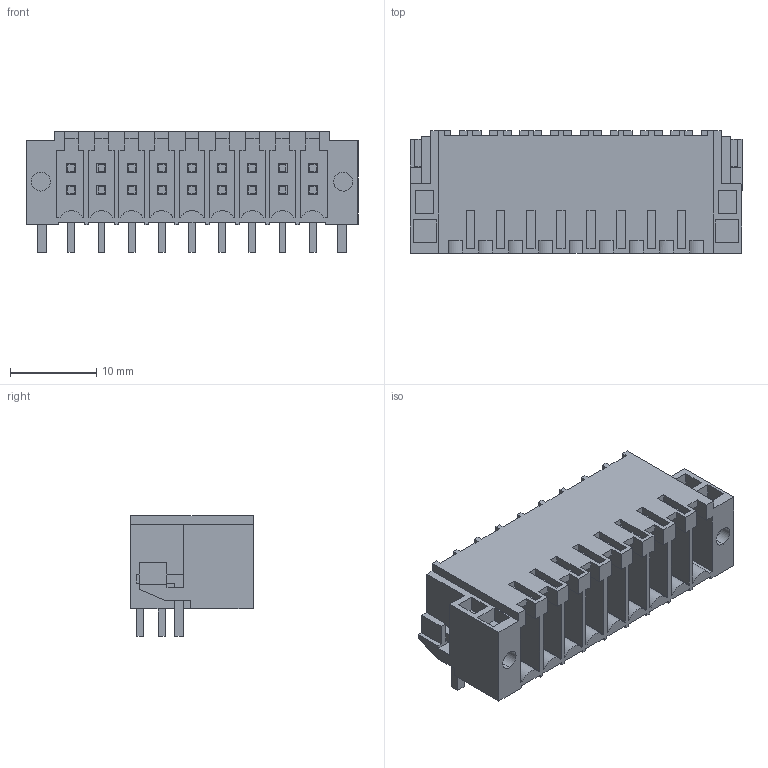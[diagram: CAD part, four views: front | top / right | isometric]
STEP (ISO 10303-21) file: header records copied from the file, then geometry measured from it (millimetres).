
FILE_DESCRIPTION(('CATIA V5 STEP Exchange','CAx-IF Rec.Pracs.--- Model Styling and Organization---1.4--- 2014-01-23'),'2;1');
FILE_NAME ('D1450645_1', '2021-06-30T09:10:59+00:00', ('none'), ('Weidmueller'), 'CATIA Version 5-6 Release 2016 SP3 HF44', 'CATIA V5 STEP AP214', 'none');
FILE_SCHEMA(('AUTOMOTIVE_DESIGN { 1 0 10303 214 1 1 1 1 }'));
Length unit declared in the file: millimetre
Products named in the file (1): 1289520000
Bounding box: 38.5 x 14.2 x 14 mm (x, y, z)
Volume: 3047.1 mm3; surface area: 6430.1 mm2
Topology: 21 solids, 21 shells, 757 faces, 2125 edges, 1429 vertices
Faces by surface type: plane 735, cylinder 22
Entity records: 22766 total; most frequent: ORIENTED_EDGE 4250, CARTESIAN_POINT 4060, DIRECTION 2875, EDGE_CURVE 2125, VECTOR 2079, LINE 2079, VERTEX_POINT 1429, EDGE_LOOP 816
